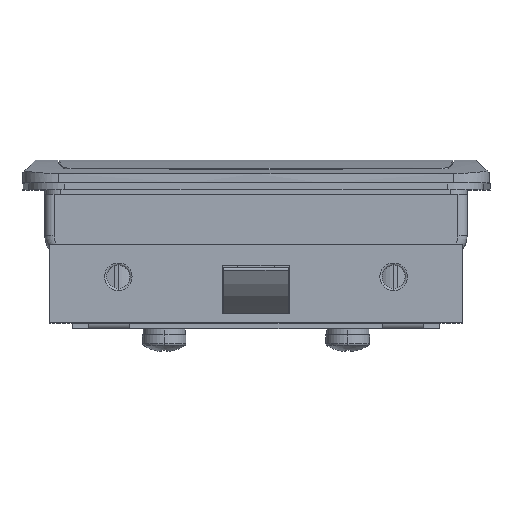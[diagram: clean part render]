
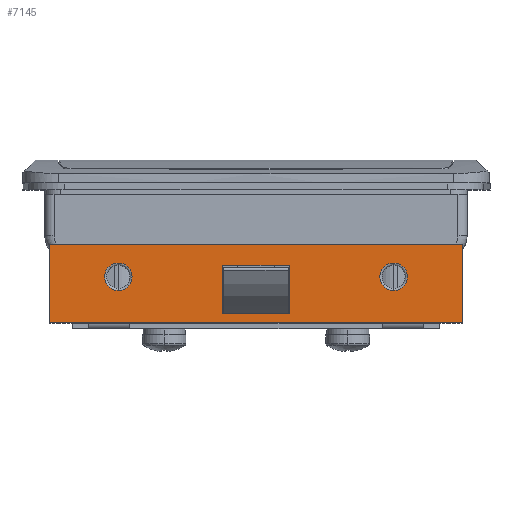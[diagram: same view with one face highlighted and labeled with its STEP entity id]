
A CAD part, top view. The second image highlights one B-rep face of the part: STEP entity #7145.
In plain terms, the highlighted face is planar.
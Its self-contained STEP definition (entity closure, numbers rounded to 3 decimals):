
#2400 = CIRCLE ( 'NONE', #3956, 3. ) ;
#2401 = CIRCLE ( 'NONE', #3954, 3. ) ;
#3954 = AXIS2_PLACEMENT_3D ( 'NONE', #4996, #4997, #4998 ) ;
#3956 = AXIS2_PLACEMENT_3D ( 'NONE', #4987, #4994, #4995 ) ;
#3957 = VECTOR ( 'NONE', #4993, 1000. ) ;
#3959 = VECTOR ( 'NONE', #5002, 1000. ) ;
#3960 = VECTOR ( 'NONE', #5005, 1000. ) ;
#3962 = VECTOR ( 'NONE', #5008, 1000. ) ;
#3963 = VECTOR ( 'NONE', #5011, 1000. ) ;
#3964 = VECTOR ( 'NONE', #5014, 1000. ) ;
#3965 = VECTOR ( 'NONE', #5017, 1000. ) ;
#4126 = VECTOR ( 'NONE', #5517, 1000. ) ;
#4987 = CARTESIAN_POINT ( 'NONE',  ( 30., 0., 0. ) ) ;
#4991 = LINE ( 'NONE', #4992, #3957 ) ;
#4992 = CARTESIAN_POINT ( 'NONE',  ( 45., -10., 0. ) ) ;
#4993 = DIRECTION ( 'NONE',  ( -1., 0., 0. ) ) ;
#4994 = DIRECTION ( 'NONE',  ( 0., 0., 1. ) ) ;
#4995 = DIRECTION ( 'NONE',  ( 0., -1., 0. ) ) ;
#4996 = CARTESIAN_POINT ( 'NONE',  ( -30., 0., 0. ) ) ;
#4997 = DIRECTION ( 'NONE',  ( 0., 0., 1. ) ) ;
#4998 = DIRECTION ( 'NONE',  ( 0., -1., 0. ) ) ;
#5000 = LINE ( 'NONE', #5001, #3959 ) ;
#5001 = CARTESIAN_POINT ( 'NONE',  ( 7.25, 2.5, 0. ) ) ;
#5002 = DIRECTION ( 'NONE',  ( 0., -1., 0. ) ) ;
#5003 = LINE ( 'NONE', #5004, #3960 ) ;
#5004 = CARTESIAN_POINT ( 'NONE',  ( 7.25, 2.5, 0. ) ) ;
#5005 = DIRECTION ( 'NONE',  ( 1., 0., 0. ) ) ;
#5006 = LINE ( 'NONE', #5007, #3962 ) ;
#5007 = CARTESIAN_POINT ( 'NONE',  ( 45., 7., 0. ) ) ;
#5008 = DIRECTION ( 'NONE',  ( -1., 0., 0. ) ) ;
#5009 = LINE ( 'NONE', #5010, #3963 ) ;
#5010 = CARTESIAN_POINT ( 'NONE',  ( -7.25, 2.5, 0. ) ) ;
#5011 = DIRECTION ( 'NONE',  ( 0., 1., 0. ) ) ;
#5012 = LINE ( 'NONE', #5013, #3964 ) ;
#5013 = CARTESIAN_POINT ( 'NONE',  ( -45., 7., 0. ) ) ;
#5014 = DIRECTION ( 'NONE',  ( 0., 1., 0. ) ) ;
#5015 = LINE ( 'NONE', #5016, #3965 ) ;
#5016 = CARTESIAN_POINT ( 'NONE',  ( 45., 7., 0. ) ) ;
#5017 = DIRECTION ( 'NONE',  ( 0., 1., 0. ) ) ;
#5515 = LINE ( 'NONE', #5516, #4126 ) ;
#5516 = CARTESIAN_POINT ( 'NONE',  ( 7.25, -8., 0. ) ) ;
#5517 = DIRECTION ( 'NONE',  ( -1., 0., 0. ) ) ;
#5700 = CARTESIAN_POINT ( 'NONE',  ( -30., 3., 0. ) ) ;
#5757 = CARTESIAN_POINT ( 'NONE',  ( -30., -3., 0. ) ) ;
#5810 = CARTESIAN_POINT ( 'NONE',  ( 30., 3., 0. ) ) ;
#5811 = CARTESIAN_POINT ( 'NONE',  ( 30., -3., 0. ) ) ;
#5910 = CARTESIAN_POINT ( 'NONE',  ( 7.25, -8., 0. ) ) ;
#5919 = CARTESIAN_POINT ( 'NONE',  ( -7.25, -8., 0. ) ) ;
#5989 = CARTESIAN_POINT ( 'NONE',  ( 7.25, 2.5, 0. ) ) ;
#5994 = CARTESIAN_POINT ( 'NONE',  ( -7.25, 2.5, 0. ) ) ;
#5995 = CARTESIAN_POINT ( 'NONE',  ( -45., 7., 0. ) ) ;
#5996 = CARTESIAN_POINT ( 'NONE',  ( 45., 7., 0. ) ) ;
#6000 = CARTESIAN_POINT ( 'NONE',  ( -45., -10., 0. ) ) ;
#6006 = CARTESIAN_POINT ( 'NONE',  ( 45., -10., 0. ) ) ;
#7145 = ADVANCED_FACE ( 'NONE', ( #8116, #8129, #8132, #8134 ), #14246, .F. ) ;
#7731 = EDGE_CURVE ( 'NONE', #10241, #10184, #8334, .T. ) ;
#7736 = EDGE_CURVE ( 'NONE', #10295, #10294, #8339, .T. ) ;
#8116 = FACE_BOUND ( 'NONE', #10949, .T. ) ;
#8118 = AXIS2_PLACEMENT_3D ( 'NONE', #14247, #14248, #14249 ) ;
#8129 = FACE_BOUND ( 'NONE', #10950, .T. ) ;
#8132 = FACE_BOUND ( 'NONE', #10951, .T. ) ;
#8134 = FACE_OUTER_BOUND ( 'NONE', #10952, .T. ) ;
#8334 = CIRCLE ( 'NONE', #17413, 3. ) ;
#8339 = CIRCLE ( 'NONE', #17418, 3. ) ;
#9147 = EDGE_CURVE ( 'NONE', #10490, #10484, #4991, .T. ) ;
#9148 = EDGE_CURVE ( 'NONE', #10294, #10295, #2400, .T. ) ;
#9149 = EDGE_CURVE ( 'NONE', #10184, #10241, #2401, .T. ) ;
#9150 = EDGE_CURVE ( 'NONE', #10473, #10394, #5000, .T. ) ;
#9151 = EDGE_CURVE ( 'NONE', #10478, #10473, #5003, .T. ) ;
#9152 = EDGE_CURVE ( 'NONE', #10480, #10479, #5006, .T. ) ;
#9153 = EDGE_CURVE ( 'NONE', #10403, #10478, #5009, .T. ) ;
#9154 = EDGE_CURVE ( 'NONE', #10484, #10479, #5012, .T. ) ;
#9155 = EDGE_CURVE ( 'NONE', #10490, #10480, #5015, .T. ) ;
#9867 = EDGE_CURVE ( 'NONE', #10394, #10403, #5515, .T. ) ;
#10184 = VERTEX_POINT ( 'NONE', #5700 ) ;
#10241 = VERTEX_POINT ( 'NONE', #5757 ) ;
#10294 = VERTEX_POINT ( 'NONE', #5810 ) ;
#10295 = VERTEX_POINT ( 'NONE', #5811 ) ;
#10394 = VERTEX_POINT ( 'NONE', #5910 ) ;
#10403 = VERTEX_POINT ( 'NONE', #5919 ) ;
#10473 = VERTEX_POINT ( 'NONE', #5989 ) ;
#10478 = VERTEX_POINT ( 'NONE', #5994 ) ;
#10479 = VERTEX_POINT ( 'NONE', #5995 ) ;
#10480 = VERTEX_POINT ( 'NONE', #5996 ) ;
#10484 = VERTEX_POINT ( 'NONE', #6000 ) ;
#10490 = VERTEX_POINT ( 'NONE', #6006 ) ;
#10949 = EDGE_LOOP ( 'NONE', ( #11967, #11969 ) ) ;
#10950 = EDGE_LOOP ( 'NONE', ( #11971, #11970 ) ) ;
#10951 = EDGE_LOOP ( 'NONE', ( #11973, #11972, #11968, #11974 ) ) ;
#10952 = EDGE_LOOP ( 'NONE', ( #11975, #11977, #11976, #11978 ) ) ;
#11967 = ORIENTED_EDGE ( 'NONE', *, *, #7736, .T. ) ;
#11968 = ORIENTED_EDGE ( 'NONE', *, *, #9151, .F. ) ;
#11969 = ORIENTED_EDGE ( 'NONE', *, *, #9148, .T. ) ;
#11970 = ORIENTED_EDGE ( 'NONE', *, *, #9149, .T. ) ;
#11971 = ORIENTED_EDGE ( 'NONE', *, *, #7731, .T. ) ;
#11972 = ORIENTED_EDGE ( 'NONE', *, *, #9150, .F. ) ;
#11973 = ORIENTED_EDGE ( 'NONE', *, *, #9867, .F. ) ;
#11974 = ORIENTED_EDGE ( 'NONE', *, *, #9153, .F. ) ;
#11975 = ORIENTED_EDGE ( 'NONE', *, *, #9154, .T. ) ;
#11976 = ORIENTED_EDGE ( 'NONE', *, *, #9155, .F. ) ;
#11977 = ORIENTED_EDGE ( 'NONE', *, *, #9152, .F. ) ;
#11978 = ORIENTED_EDGE ( 'NONE', *, *, #9147, .T. ) ;
#14246 = PLANE ( 'NONE',  #8118 ) ;
#14247 = CARTESIAN_POINT ( 'NONE',  ( 45., 7., 0. ) ) ;
#14248 = DIRECTION ( 'NONE',  ( 0., 0., 1. ) ) ;
#14249 = DIRECTION ( 'NONE',  ( 0., -1., 0. ) ) ;
#16706 = CARTESIAN_POINT ( 'NONE',  ( -30., 0., 0. ) ) ;
#16707 = DIRECTION ( 'NONE',  ( 0., 0., 1. ) ) ;
#16708 = DIRECTION ( 'NONE',  ( 0., -1., 0. ) ) ;
#16721 = CARTESIAN_POINT ( 'NONE',  ( 30., 0., 0. ) ) ;
#16722 = DIRECTION ( 'NONE',  ( 0., 0., 1. ) ) ;
#16723 = DIRECTION ( 'NONE',  ( 0., -1., 0. ) ) ;
#17413 = AXIS2_PLACEMENT_3D ( 'NONE', #16706, #16707, #16708 ) ;
#17418 = AXIS2_PLACEMENT_3D ( 'NONE', #16721, #16722, #16723 ) ;
